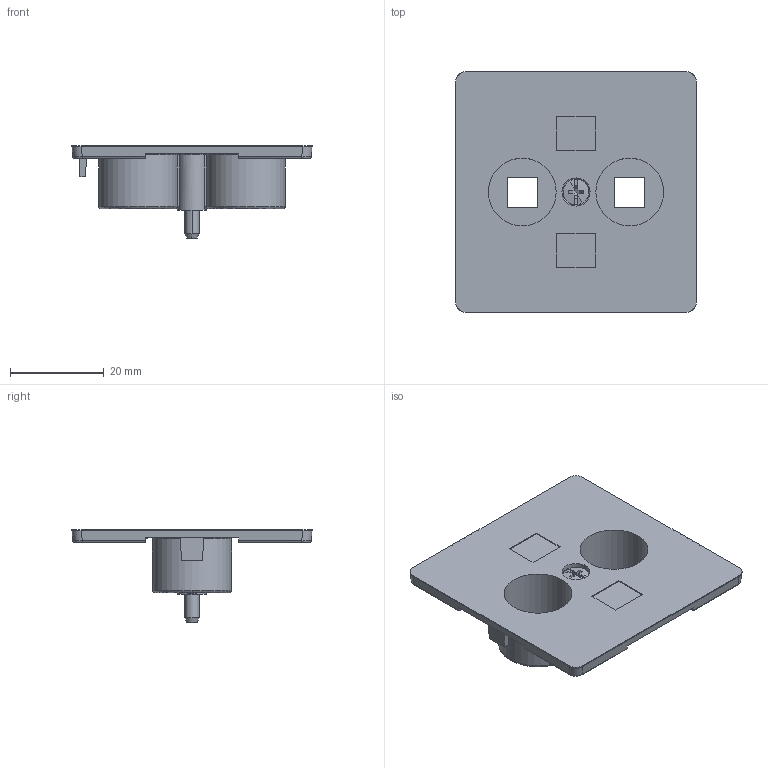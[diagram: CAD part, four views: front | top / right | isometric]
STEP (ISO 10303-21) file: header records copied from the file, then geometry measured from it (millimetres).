
FILE_DESCRIPTION((''),'2;1');
FILE_NAME('WAF2087_GEN_ASM','2025-03-28T15:41:45',('andolfs'),(''),'CREO PARAMETRIC BY PTC INC, 2023154','CREO PARAMETRIC BY PTC INC, 2023154','');
FILE_SCHEMA(('AUTOMOTIVE_DESIGN { 1 0 10303 214 1 1 1 1 }'));
Length unit declared in the file: millimetre
Products named in the file (4): W4G0304_18; 9023739_GEN; 9002200000_LINS_1000000456_PAE_000_AA; WAF2087_GEN_ASM
Assembly tree (3 placements, depth 2):
  WAF2087_GEN_ASM
    W4G0304_18
    9023739_GEN
    9002200000_LINS_1000000456_PAE_000_AA
Bounding box: 51.39 x 51.39 x 19.82 mm (x, y, z)
Volume: 6317.5 mm3; surface area: 8532.7 mm2
Topology: 2 solids, 2 shells, 983 faces, 2753 edges, 1817 vertices
Faces by surface type: plane 899, cylinder 52, bspline 8, torus 8, sphere 8, cone 8
Entity records: 39257 total; most frequent: CARTESIAN_POINT 6958, ORIENTED_EDGE 5506, DIRECTION 4775, EDGE_CURVE 2753, VECTOR 2575, LINE 2575, VERTEX_POINT 1817, AXIS2_PLACEMENT_3D 1100
